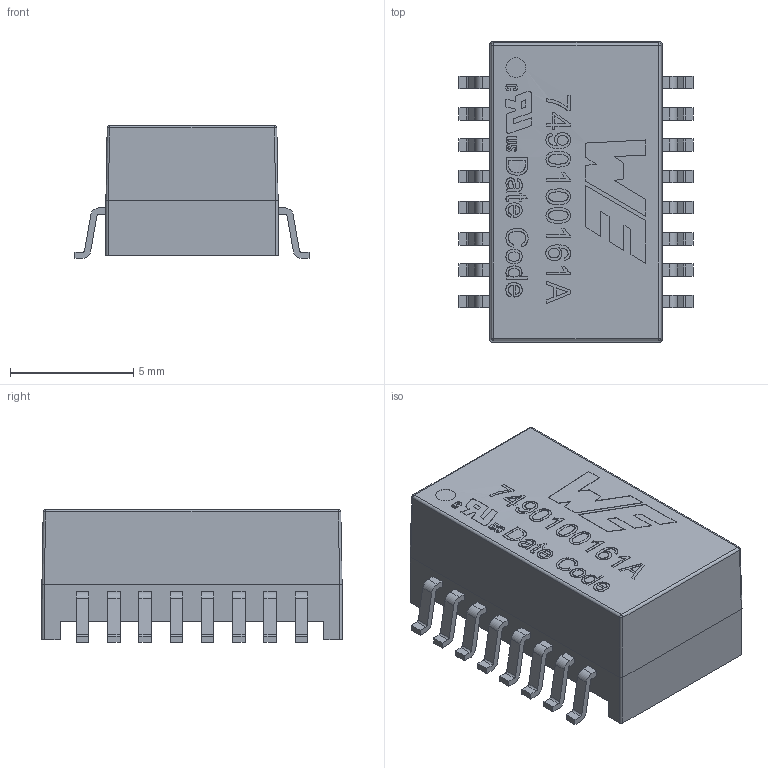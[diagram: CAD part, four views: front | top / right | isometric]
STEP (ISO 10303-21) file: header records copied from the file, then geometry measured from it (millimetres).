
FILE_DESCRIPTION(/* description */ ('Unknown'),/* implementation_level */ '2;1');
FILE_NAME(/* name */ 'T_Wurth_WE-LAN_7490100161A',/* time_stamp */ '2025-08-26T17:19:32+08:00',/* author */ ('Unknown'),/* organization */ ('Unknown'),/* preprocessor_version */ 'ST-DEVELOPER v19.4',/* originating_system */ 'Solid Edge',/* authorisation */ 'Unknown');
FILE_SCHEMA (('AUTOMOTIVE_DESIGN {1 0 10303 214 3 1 1}'));
Length unit declared in the file: millimetre
Products named in the file (2): T_Wurth_WE-LAN_7490100161A
Assembly tree (1 placements, depth 2):
  T_Wurth_WE-LAN_7490100161A
    T_Wurth_WE-LAN_7490100161A
Bounding box: 9.52 x 12.2 x 5.4 mm (x, y, z)
Volume: 174.2 mm3; surface area: 552.9 mm2
Topology: 1 solids, 1 shells, 492 faces, 1286 edges, 848 vertices
Faces by surface type: plane 348, cylinder 103, bspline 37, sphere 4
Full cylindrical faces by diameter (mm): 0.8 x1
Entity records: 19504 total; most frequent: CARTESIAN_POINT 4358, ORIENTED_EDGE 2540, DIRECTION 2138, EDGE_CURVE 1270, VERTEX_POINT 848, LINE 836, VECTOR 836, AXIS2_PLACEMENT_3D 651
